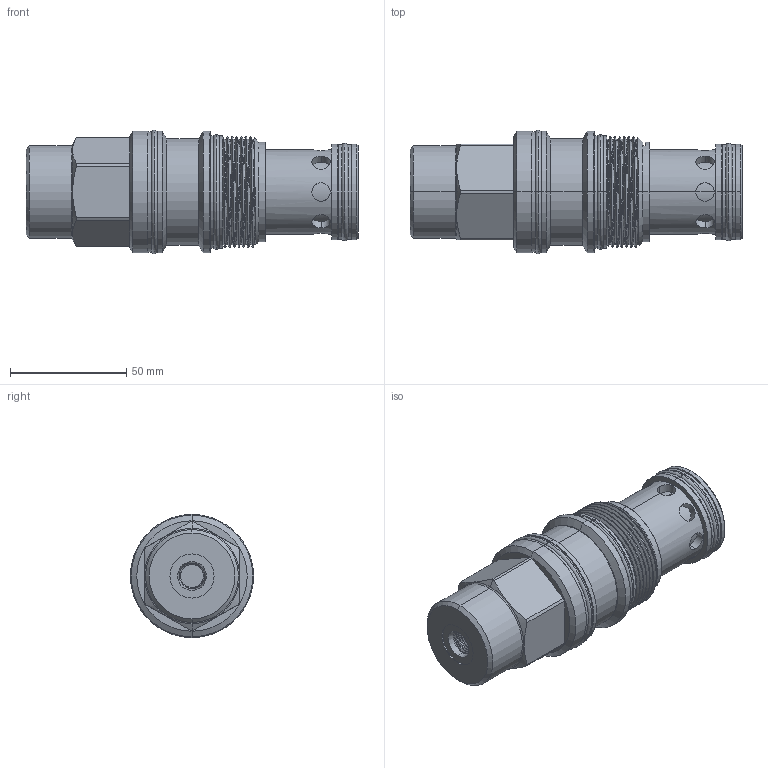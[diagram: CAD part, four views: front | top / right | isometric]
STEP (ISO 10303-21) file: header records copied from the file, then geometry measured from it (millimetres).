
FILE_DESCRIPTION (( 'STEP AP203' ), '1' );
FILE_NAME ('LB19A3S-S04.STEP', '2020-04-08T07:45:12', ( '' ), ( '' ), 'SwSTEP 2.0', 'SolidWorks 2018', '' );
FILE_SCHEMA (( 'CONFIG_CONTROL_DESIGN' ));
Length unit declared in the file: millimetre
Products named in the file (1): LB19A3S-S04
Bounding box: 142.99 x 53.11 x 53.11 mm (x, y, z)
Volume: 206814.4 mm3; surface area: 35186.6 mm2
Topology: 5 solids, 5 shells, 208 faces, 482 edges, 305 vertices
Faces by surface type: cylinder 120, plane 33, cone 31, torus 18, bspline 6
Entity records: 10624 total; most frequent: CARTESIAN_POINT 6021, ORIENTED_EDGE 964, DIRECTION 928, EDGE_CURVE 482, AXIS2_PLACEMENT_3D 386, VERTEX_POINT 305, EDGE_LOOP 237, FACE_OUTER_BOUND 208
